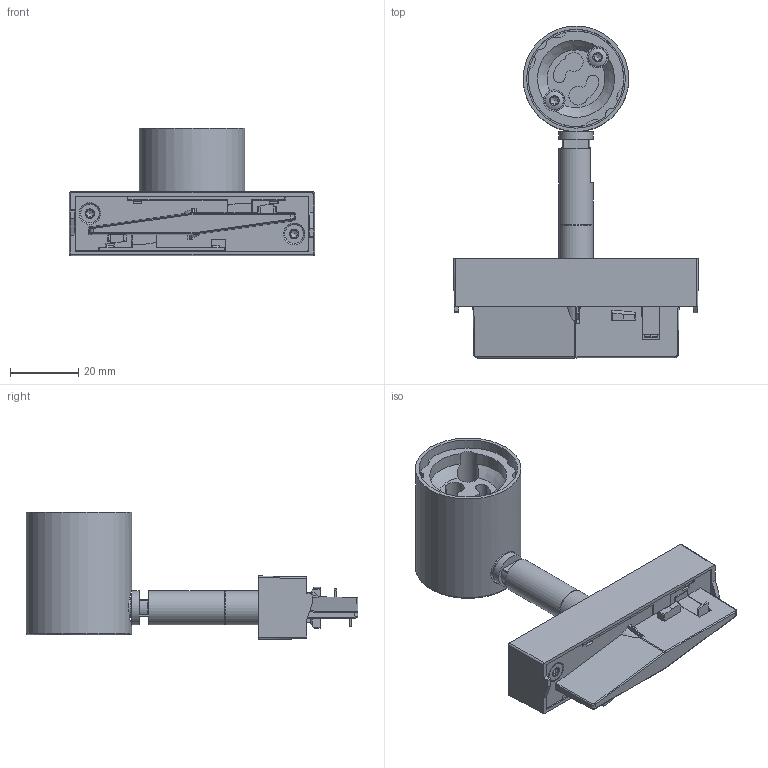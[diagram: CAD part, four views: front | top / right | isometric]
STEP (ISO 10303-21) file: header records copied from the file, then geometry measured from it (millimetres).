
FILE_DESCRIPTION(/* description */ ('This is a sample STEP configuration'),/* implementation_level */ '2;1');
FILE_NAME(/* name */ '659-002750000xx SIMPLE.ipt_Rev_00.stp',/* time_stamp */ '2023-04-27T13:53:52+02:00',/* author */ ('powerJobs'),/* organization */ ('coolOrange'),/* preprocessor_version */ 'ST-DEVELOPER v19.2',/* originating_system */ 'Autodesk Inventor 2023',/* authorisation */ '');
FILE_SCHEMA (('AUTOMOTIVE_DESIGN { 1 0 10303 214 3 1 1 }'));
Length unit declared in the file: millimetre
Products named in the file (1): ENG000028973
Bounding box: 72 x 97.45 x 37.35 mm (x, y, z)
Volume: 31774 mm3; surface area: 35016.2 mm2
Topology: 1 solids, 11 shells, 1638 faces, 4651 edges, 2971 vertices
Faces by surface type: plane 1119, cylinder 325, cone 88, bspline 60, torus 31, sphere 15
Full cylindrical faces by diameter (mm): 1 x2, 2 x1, 2.3 x1, 2.459 x3, 2.5 x1, 2.693 x2, 3 x2, 3.1 x6, 3.2 x2, 3.242 x2, 3.3 x5, 4 x1, 5 x4, 5.3 x3, 5.5 x2, 5.6 x2, 6 x1, 6.3 x4, 6.92 x1, 8 x1, 10 x3, 10.5 x1, 12 x1, 29 x1, 31 x1
Entity records: 59110 total; most frequent: CARTESIAN_POINT 16924, ORIENTED_EDGE 9268, DIRECTION 8207, EDGE_CURVE 4634, LINE 3303, VECTOR 3303, VERTEX_POINT 2971, AXIS2_PLACEMENT_3D 2452
